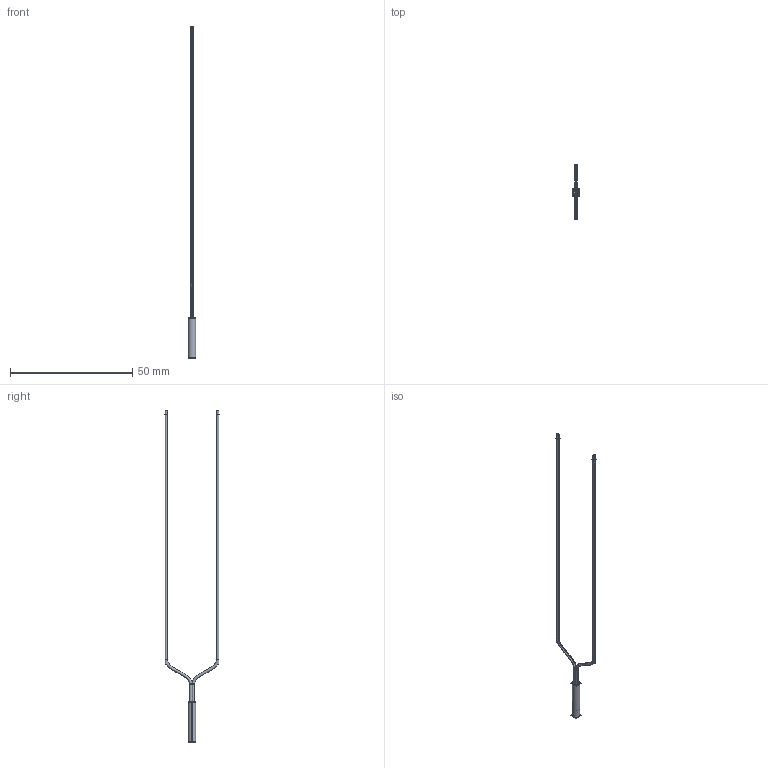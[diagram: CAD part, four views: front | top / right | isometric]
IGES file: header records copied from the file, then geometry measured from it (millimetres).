
Start section:  PTC IGES file: 188694.igs
Global section: file name: 188694.igs; native system: Creo Parametric by Parametric Technology Corporation; preprocessor: 2013230; author: pdmadmin; organization: Unknown; date: 20160112.150216; units: millimetre
Bounding box: 3.12 x 22.35 x 135.62 mm (x, y, z)
Volume: 291.6 mm3; surface area: 6050.9 mm2
Topology: 5 solids, 7 shells, 92 faces, 452 edges, 596 vertices
Faces by surface type: revolution 56, bspline 36
